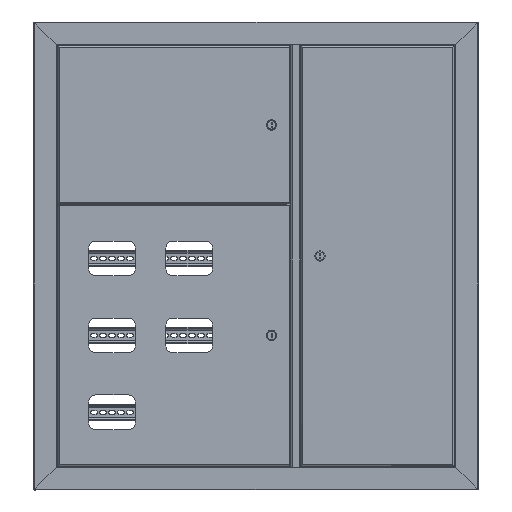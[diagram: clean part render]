
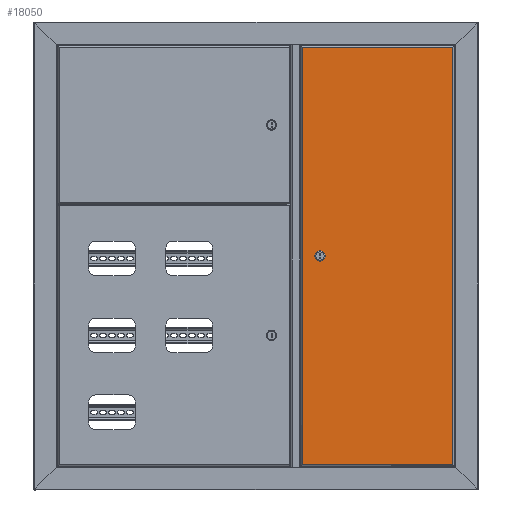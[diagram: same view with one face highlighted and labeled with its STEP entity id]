
A CAD part, top view. The second image highlights one B-rep face of the part: STEP entity #18050.
In plain terms, the highlighted planar face has unit normal (0, 0, 1).
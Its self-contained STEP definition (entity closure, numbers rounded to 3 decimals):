
#1471 = CARTESIAN_POINT ( 'NONE',  ( 0., 325.7, 0. ) ) ;
#1840 = DIRECTION ( 'NONE',  ( 1., 0., 0. ) ) ;
#2110 = CARTESIAN_POINT ( 'NONE',  ( 1.7, 324.293, 0. ) ) ;
#2130 = AXIS2_PLACEMENT_3D ( 'NONE', #23817, #52388, #1840 ) ;
#2152 = LINE ( 'NONE', #46992, #14283 ) ;
#2396 = LINE ( 'NONE', #2110, #29245 ) ;
#3417 = CARTESIAN_POINT ( 'NONE',  ( 451.849, 31.5, 0. ) ) ;
#5692 = PLANE ( 'NONE',  #35802 ) ;
#6228 = AXIS2_PLACEMENT_3D ( 'NONE', #7643, #54585, #17560 ) ;
#6920 = CIRCLE ( 'NONE', #2130, 9.25 ) ;
#7643 = CARTESIAN_POINT ( 'NONE',  ( 448.2, 40., 0. ) ) ;
#8513 = DIRECTION ( 'NONE',  ( 0., 0., 1. ) ) ;
#8646 = ORIENTED_EDGE ( 'NONE', *, *, #57389, .T. ) ;
#11991 = CIRCLE ( 'NONE', #6228, 9.25 ) ;
#12757 = CARTESIAN_POINT ( 'NONE',  ( 1.7, 324., 0. ) ) ;
#13008 = VERTEX_POINT ( 'NONE', #13701 ) ;
#13109 = EDGE_LOOP ( 'NONE', ( #22070, #29937, #39361, #46589, #48543 ) ) ;
#13585 = VERTEX_POINT ( 'NONE', #26864 ) ;
#13701 = CARTESIAN_POINT ( 'NONE',  ( 894.7, 1.7, 0. ) ) ;
#14154 = VECTOR ( 'NONE', #33718, 1000. ) ;
#14283 = VECTOR ( 'NONE', #42775, 1000. ) ;
#14437 = DIRECTION ( 'NONE',  ( -1., 0., 0. ) ) ;
#15364 = CARTESIAN_POINT ( 'NONE',  ( 894.7, 0., 0. ) ) ;
#16553 = VERTEX_POINT ( 'NONE', #52138 ) ;
#17560 = DIRECTION ( 'NONE',  ( 1., 0., 0. ) ) ;
#17591 = EDGE_CURVE ( 'NONE', #16553, #44743, #6920, .T. ) ;
#18050 = ADVANCED_FACE ( 'NONE', ( #52023, #24922 ), #5692, .F. ) ;
#19435 = LINE ( 'NONE', #37787, #48553 ) ;
#20471 = VERTEX_POINT ( 'NONE', #44034 ) ;
#21424 = VECTOR ( 'NONE', #29398, 1000. ) ;
#21879 = ORIENTED_EDGE ( 'NONE', *, *, #54573, .T. ) ;
#22008 = CARTESIAN_POINT ( 'NONE',  ( 894.7, 324., 0. ) ) ;
#22070 = ORIENTED_EDGE ( 'NONE', *, *, #28900, .F. ) ;
#23751 = EDGE_CURVE ( 'NONE', #13585, #13008, #2152, .T. ) ;
#23817 = CARTESIAN_POINT ( 'NONE',  ( 448.2, 40., 0. ) ) ;
#24628 = DIRECTION ( 'NONE',  ( 0., 0., -1. ) ) ;
#24922 = FACE_OUTER_BOUND ( 'NONE', #53350, .T. ) ;
#26557 = CIRCLE ( 'NONE', #36155, 9.25 ) ;
#26864 = CARTESIAN_POINT ( 'NONE',  ( 1.7, 1.7, 0. ) ) ;
#28238 = VERTEX_POINT ( 'NONE', #12757 ) ;
#28595 = CARTESIAN_POINT ( 'NONE',  ( 451.849, 48.5, 0. ) ) ;
#28900 = EDGE_CURVE ( 'NONE', #49718, #16553, #38804, .T. ) ;
#29245 = VECTOR ( 'NONE', #37636, 1000. ) ;
#29339 = DIRECTION ( 'NONE',  ( -1., 0., 0. ) ) ;
#29398 = DIRECTION ( 'NONE',  ( 1., 0., 0. ) ) ;
#29937 = ORIENTED_EDGE ( 'NONE', *, *, #53767, .F. ) ;
#31363 = VECTOR ( 'NONE', #46943, 1000. ) ;
#33134 = ORIENTED_EDGE ( 'NONE', *, *, #23751, .T. ) ;
#33613 = LINE ( 'NONE', #42352, #21424 ) ;
#33718 = DIRECTION ( 'NONE',  ( 0., 1., 0. ) ) ;
#33984 = EDGE_CURVE ( 'NONE', #57087, #28238, #19435, .T. ) ;
#35802 = AXIS2_PLACEMENT_3D ( 'NONE', #1471, #24628, #14437 ) ;
#36155 = AXIS2_PLACEMENT_3D ( 'NONE', #50918, #8513, #59048 ) ;
#37252 = EDGE_CURVE ( 'NONE', #37581, #20471, #26557, .T. ) ;
#37581 = VERTEX_POINT ( 'NONE', #3417 ) ;
#37636 = DIRECTION ( 'NONE',  ( 0., -1., 0. ) ) ;
#37787 = CARTESIAN_POINT ( 'NONE',  ( 894.993, 324., 0. ) ) ;
#38804 = LINE ( 'NONE', #28595, #31363 ) ;
#39361 = ORIENTED_EDGE ( 'NONE', *, *, #37252, .F. ) ;
#41229 = CARTESIAN_POINT ( 'NONE',  ( 451.849, 48.5, 0. ) ) ;
#42352 = CARTESIAN_POINT ( 'NONE',  ( 451.849, 31.5, 0. ) ) ;
#42775 = DIRECTION ( 'NONE',  ( 1., 0., 0. ) ) ;
#44034 = CARTESIAN_POINT ( 'NONE',  ( 457.45, 40., 0. ) ) ;
#44502 = ORIENTED_EDGE ( 'NONE', *, *, #33984, .T. ) ;
#44743 = VERTEX_POINT ( 'NONE', #54416 ) ;
#46589 = ORIENTED_EDGE ( 'NONE', *, *, #51474, .F. ) ;
#46943 = DIRECTION ( 'NONE',  ( -1., 0., 0. ) ) ;
#46992 = CARTESIAN_POINT ( 'NONE',  ( 1.7, 1.7, 0. ) ) ;
#48543 = ORIENTED_EDGE ( 'NONE', *, *, #17591, .F. ) ;
#48553 = VECTOR ( 'NONE', #29339, 1000. ) ;
#49718 = VERTEX_POINT ( 'NONE', #41229 ) ;
#50918 = CARTESIAN_POINT ( 'NONE',  ( 448.2, 40., 0. ) ) ;
#51474 = EDGE_CURVE ( 'NONE', #44743, #37581, #33613, .T. ) ;
#52023 = FACE_BOUND ( 'NONE', #13109, .T. ) ;
#52138 = CARTESIAN_POINT ( 'NONE',  ( 444.551, 48.5, 0. ) ) ;
#52388 = DIRECTION ( 'NONE',  ( 0., 0., 1. ) ) ;
#53350 = EDGE_LOOP ( 'NONE', ( #33134, #8646, #44502, #21879 ) ) ;
#53767 = EDGE_CURVE ( 'NONE', #20471, #49718, #11991, .T. ) ;
#54416 = CARTESIAN_POINT ( 'NONE',  ( 444.551, 31.5, 0. ) ) ;
#54573 = EDGE_CURVE ( 'NONE', #28238, #13585, #2396, .T. ) ;
#54585 = DIRECTION ( 'NONE',  ( 0., 0., 1. ) ) ;
#56580 = LINE ( 'NONE', #15364, #14154 ) ;
#57087 = VERTEX_POINT ( 'NONE', #22008 ) ;
#57389 = EDGE_CURVE ( 'NONE', #13008, #57087, #56580, .T. ) ;
#59048 = DIRECTION ( 'NONE',  ( 1., 0., 0. ) ) ;
